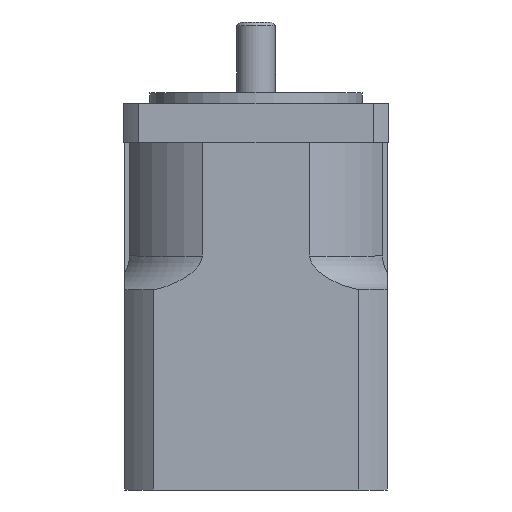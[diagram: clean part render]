
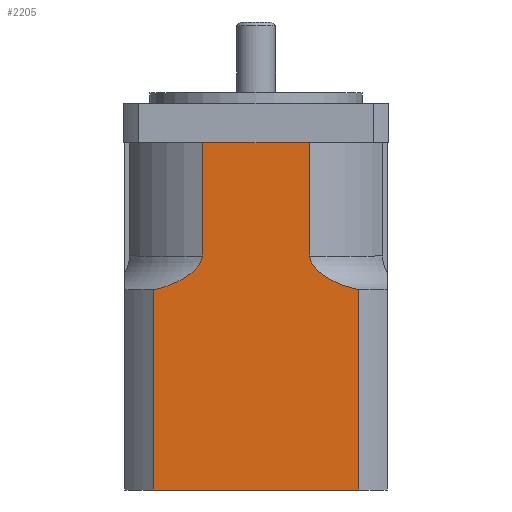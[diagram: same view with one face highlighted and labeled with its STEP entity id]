
A CAD part, front view. The second image highlights one B-rep face of the part: STEP entity #2205.
In plain terms, the highlighted planar face has unit normal (0, -1, 0).
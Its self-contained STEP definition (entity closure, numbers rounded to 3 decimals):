
#1288=CARTESIAN_POINT('',(-15.199,-37.0,98.0));
#1289=VERTEX_POINT('',#1288);
#1297=CARTESIAN_POINT('',(15.199,-37.0,98.0));
#1298=VERTEX_POINT('',#1297);
#1299=CARTESIAN_POINT('',(-15.199,-37.0,98.0));
#1300=DIRECTION('',(1.0,0.0,0.0));
#1301=VECTOR('',#1300,30.397);
#1302=LINE('',#1299,#1301);
#1303=EDGE_CURVE('',#1289,#1298,#1302,.T.);
#1384=CARTESIAN_POINT('',(15.199,-37.0,66.0));
#1385=VERTEX_POINT('',#1384);
#1393=CARTESIAN_POINT('',(28.983,-37.0,56.461));
#1394=VERTEX_POINT('',#1393);
#1395=CARTESIAN_POINT('',(28.983,-37.,56.461));
#1396=CARTESIAN_POINT('',(28.327,-37.,56.588));
#1397=CARTESIAN_POINT('',(27.686,-37.,56.738));
#1398=CARTESIAN_POINT('',(27.081,-37.,56.901));
#1399=CARTESIAN_POINT('',(26.812,-37.,56.973));
#1400=CARTESIAN_POINT('',(26.552,-37.,57.048));
#1401=CARTESIAN_POINT('',(26.284,-37.,57.128));
#1402=CARTESIAN_POINT('',(25.132,-37.,57.475));
#1403=CARTESIAN_POINT('',(23.907,-37.,57.929));
#1404=CARTESIAN_POINT('',(22.743,-37.,58.46));
#1405=CARTESIAN_POINT('',(21.843,-37.,58.871));
#1406=CARTESIAN_POINT('',(20.978,-37.,59.327));
#1407=CARTESIAN_POINT('',(20.202,-37.,59.797));
#1408=CARTESIAN_POINT('',(20.011,-37.,59.913));
#1409=CARTESIAN_POINT('',(19.817,-37.,60.035));
#1410=CARTESIAN_POINT('',(19.621,-37.,60.162));
#1411=CARTESIAN_POINT('',(18.577,-37.,60.843));
#1412=CARTESIAN_POINT('',(17.501,-37.,61.687));
#1413=CARTESIAN_POINT('',(16.685,-37.,62.621));
#1414=CARTESIAN_POINT('',(16.533,-37.,62.795));
#1415=CARTESIAN_POINT('',(16.39,-37.,62.972));
#1416=CARTESIAN_POINT('',(16.258,-37.,63.151));
#1417=CARTESIAN_POINT('',(16.164,-37.,63.279));
#1418=CARTESIAN_POINT('',(16.07,-37.,63.414));
#1419=CARTESIAN_POINT('',(15.979,-37.,63.557));
#1420=CARTESIAN_POINT('',(15.855,-37.,63.752));
#1421=CARTESIAN_POINT('',(15.738,-37.,63.959));
#1422=CARTESIAN_POINT('',(15.638,-37.,64.169));
#1423=CARTESIAN_POINT('',(15.569,-37.,64.313));
#1424=CARTESIAN_POINT('',(15.508,-37.,64.459));
#1425=CARTESIAN_POINT('',(15.456,-37.,64.6));
#1426=CARTESIAN_POINT('',(15.419,-37.,64.702));
#1427=CARTESIAN_POINT('',(15.385,-37.,64.805));
#1428=CARTESIAN_POINT('',(15.354,-37.,64.914));
#1429=CARTESIAN_POINT('',(15.27,-37.,65.208));
#1430=CARTESIAN_POINT('',(15.216,-37.,65.533));
#1431=CARTESIAN_POINT('',(15.202,-37.,65.832));
#1432=CARTESIAN_POINT('',(15.2,-37.,65.889));
#1433=CARTESIAN_POINT('',(15.199,-37.,65.945));
#1434=CARTESIAN_POINT('',(15.199,-37.,66.0));
#1435=B_SPLINE_CURVE_WITH_KNOTS('',3,(#1395,#1396,#1397,#1398,#1399,#1400,#1401,#1402,#1403,#1404,#1405,#1406,#1407,#1408,#1409,#1410,#1411,#1412,#1413,#1414,#1415,#1416,#1417,#1418,#1419,#1420,#1421,#1422,#1423,#1424,#1425,#1426,#1427,#1428,#1429,#1430,#1431,#1432,#1433,#1434),.UNSPECIFIED.,.F.,.U.,(4,3,3,3,3,3,3,3,3,3,3,3,3,4),(2.204,2.389,2.471,2.822,3.094,3.161,3.519,3.586,3.633,3.697,3.742,3.774,3.861,3.877),.UNSPECIFIED.);
#1436=EDGE_CURVE('',#1394,#1385,#1435,.T.);
#1649=CARTESIAN_POINT('',(-28.983,-37.,56.461));
#1650=VERTEX_POINT('',#1649);
#1658=CARTESIAN_POINT('',(-15.199,-37.0,66.0));
#1659=VERTEX_POINT('',#1658);
#1660=CARTESIAN_POINT('',(-15.199,-37.0,66.0));
#1661=CARTESIAN_POINT('',(-15.199,-37.0,65.712));
#1662=CARTESIAN_POINT('',(-15.236,-37.0,65.388));
#1663=CARTESIAN_POINT('',(-15.309,-37.0,65.084));
#1664=CARTESIAN_POINT('',(-15.341,-37.0,64.952));
#1665=CARTESIAN_POINT('',(-15.378,-37.0,64.825));
#1666=CARTESIAN_POINT('',(-15.419,-37.0,64.705));
#1667=CARTESIAN_POINT('',(-15.458,-37.0,64.59));
#1668=CARTESIAN_POINT('',(-15.501,-37.0,64.478));
#1669=CARTESIAN_POINT('',(-15.551,-37.0,64.362));
#1670=CARTESIAN_POINT('',(-15.682,-37.0,64.055));
#1671=CARTESIAN_POINT('',(-15.856,-37.0,63.742));
#1672=CARTESIAN_POINT('',(-16.04,-37.0,63.463));
#1673=CARTESIAN_POINT('',(-16.178,-37.0,63.254));
#1674=CARTESIAN_POINT('',(-16.316,-37.0,63.068));
#1675=CARTESIAN_POINT('',(-16.467,-37.0,62.88));
#1676=CARTESIAN_POINT('',(-17.189,-37.0,61.987));
#1677=CARTESIAN_POINT('',(-18.164,-37.0,61.164));
#1678=CARTESIAN_POINT('',(-19.15,-37.0,60.479));
#1679=CARTESIAN_POINT('',(-19.472,-37.0,60.255));
#1680=CARTESIAN_POINT('',(-19.796,-37.0,60.046));
#1681=CARTESIAN_POINT('',(-20.111,-37.0,59.853));
#1682=CARTESIAN_POINT('',(-20.306,-37.0,59.733));
#1683=CARTESIAN_POINT('',(-20.502,-37.0,59.618));
#1684=CARTESIAN_POINT('',(-20.705,-37.0,59.502));
#1685=CARTESIAN_POINT('',(-21.774,-37.0,58.891));
#1686=CARTESIAN_POINT('',(-22.981,-37.0,58.32));
#1687=CARTESIAN_POINT('',(-24.196,-37.0,57.847));
#1688=CARTESIAN_POINT('',(-24.765,-37.0,57.626));
#1689=CARTESIAN_POINT('',(-25.336,-37.0,57.426));
#1690=CARTESIAN_POINT('',(-25.893,-37.0,57.249));
#1691=CARTESIAN_POINT('',(-26.187,-37.0,57.156));
#1692=CARTESIAN_POINT('',(-26.477,-37.0,57.069));
#1693=CARTESIAN_POINT('',(-26.762,-37.0,56.989));
#1694=CARTESIAN_POINT('',(-26.993,-37.0,56.924));
#1695=CARTESIAN_POINT('',(-27.23,-37.0,56.86));
#1696=CARTESIAN_POINT('',(-27.471,-37.0,56.799));
#1697=CARTESIAN_POINT('',(-27.959,-37.0,56.675));
#1698=CARTESIAN_POINT('',(-28.466,-37.0,56.561));
#1699=CARTESIAN_POINT('',(-28.983,-37.0,56.461));
#1700=B_SPLINE_CURVE_WITH_KNOTS('',3,(#1660,#1661,#1662,#1663,#1664,#1665,#1666,#1667,#1668,#1669,#1670,#1671,#1672,#1673,#1674,#1675,#1676,#1677,#1678,#1679,#1680,#1681,#1682,#1683,#1684,#1685,#1686,#1687,#1688,#1689,#1690,#1691,#1692,#1693,#1694,#1695,#1696,#1697,#1698,#1699),.UNSPECIFIED.,.F.,.U.,(4,3,3,3,3,3,3,3,3,3,3,3,3,4),(3.877,3.963,4.001,4.037,4.131,4.202,4.539,4.649,4.717,5.076,5.244,5.333,5.405,5.55),.UNSPECIFIED.);
#1701=EDGE_CURVE('',#1659,#1650,#1700,.T.);
#1725=CARTESIAN_POINT('',(-15.199,-37.0,98.0));
#1726=DIRECTION('',(0.0,0.0,-1.0));
#1727=VECTOR('',#1726,32.0);
#1728=LINE('',#1725,#1727);
#1729=EDGE_CURVE('',#1289,#1659,#1728,.T.);
#1769=CARTESIAN_POINT('',(15.199,-37.0,66.0));
#1770=DIRECTION('',(0.0,0.0,1.0));
#1771=VECTOR('',#1770,32.0);
#1772=LINE('',#1769,#1771);
#1773=EDGE_CURVE('',#1385,#1298,#1772,.T.);
#2171=CARTESIAN_POINT('',(37.,-37.,0.0));
#2172=DIRECTION('',(0.0,-1.0,0.0));
#2173=DIRECTION('',(0.0,0.0,-1.0));
#2174=AXIS2_PLACEMENT_3D('',#2171,#2172,#2173);
#2175=PLANE('',#2174);
#2176=ORIENTED_EDGE('',*,*,#1729,.T.);
#2177=ORIENTED_EDGE('',*,*,#1701,.T.);
#2178=CARTESIAN_POINT('',(-28.983,-37.0,0.0));
#2179=VERTEX_POINT('',#2178);
#2180=CARTESIAN_POINT('',(-28.983,-37.0,0.0));
#2181=DIRECTION('',(0.0,0.0,1.0));
#2182=VECTOR('',#2181,56.461);
#2183=LINE('',#2180,#2182);
#2184=EDGE_CURVE('',#2179,#1650,#2183,.T.);
#2185=ORIENTED_EDGE('',*,*,#2184,.F.);
#2186=CARTESIAN_POINT('',(28.983,-37.,0.0));
#2187=VERTEX_POINT('',#2186);
#2188=CARTESIAN_POINT('',(28.983,-37.,0.0));
#2189=DIRECTION('',(-1.0,0.0,0.0));
#2190=VECTOR('',#2189,57.966);
#2191=LINE('',#2188,#2190);
#2192=EDGE_CURVE('',#2187,#2179,#2191,.T.);
#2193=ORIENTED_EDGE('',*,*,#2192,.F.);
#2194=CARTESIAN_POINT('',(28.983,-37.0,56.461));
#2195=DIRECTION('',(0.0,0.0,-1.0));
#2196=VECTOR('',#2195,56.461);
#2197=LINE('',#2194,#2196);
#2198=EDGE_CURVE('',#1394,#2187,#2197,.T.);
#2199=ORIENTED_EDGE('',*,*,#2198,.F.);
#2200=ORIENTED_EDGE('',*,*,#1436,.T.);
#2201=ORIENTED_EDGE('',*,*,#1773,.T.);
#2202=ORIENTED_EDGE('',*,*,#1303,.F.);
#2203=EDGE_LOOP('',(#2176,#2177,#2185,#2193,#2199,#2200,#2201,#2202));
#2204=FACE_OUTER_BOUND('',#2203,.T.);
#2205=ADVANCED_FACE('',(#2204),#2175,.T.);
